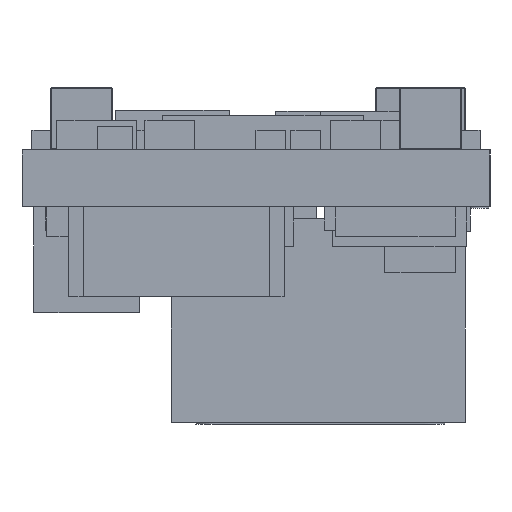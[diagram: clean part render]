
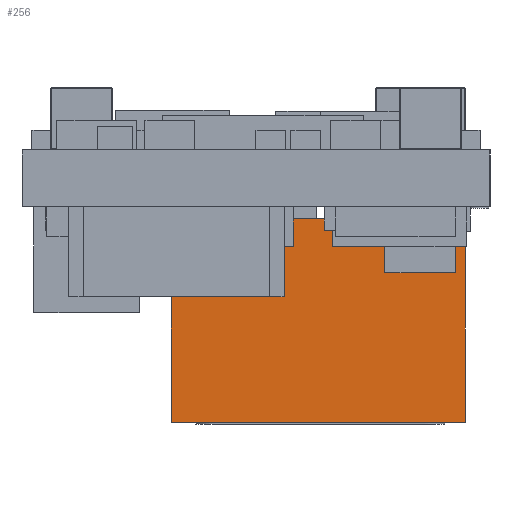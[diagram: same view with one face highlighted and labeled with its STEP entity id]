
A CAD part, left-side view. The second image highlights one B-rep face of the part: STEP entity #256.
In plain terms, the highlighted planar face has unit normal (-1, 0, 0).
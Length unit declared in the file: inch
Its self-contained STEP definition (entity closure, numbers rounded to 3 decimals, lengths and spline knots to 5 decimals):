
#32 = ORIENTED_EDGE ( 'NONE', *, *, #11142, .F. ) ;
#229 = CARTESIAN_POINT ( 'NONE',  ( 0.32056, 0.02486, -0.21654 ) ) ;
#256 = ADVANCED_FACE ( 'NONE', ( #1426 ), #11725, .F. ) ;
#928 = VECTOR ( 'NONE', #11283, 39.37008 ) ;
#1040 = ORIENTED_EDGE ( 'NONE', *, *, #13417, .T. ) ;
#1173 = CARTESIAN_POINT ( 'NONE',  ( 0.32056, 0.32014, -0.21654 ) ) ;
#1379 = CARTESIAN_POINT ( 'NONE',  ( 0.32056, 0.3103, -0.06654 ) ) ;
#1426 = FACE_OUTER_BOUND ( 'NONE', #25247, .T. ) ;
#1448 = CARTESIAN_POINT ( 'NONE',  ( 0.32056, 0.32014, -0.21654 ) ) ;
#1547 = LINE ( 'NONE', #21158, #928 ) ;
#1732 = VERTEX_POINT ( 'NONE', #229 ) ;
#2210 = ORIENTED_EDGE ( 'NONE', *, *, #4830, .T. ) ;
#2431 = CARTESIAN_POINT ( 'NONE',  ( 0.32056, 0.0347, -0.012 ) ) ;
#2534 = CARTESIAN_POINT ( 'NONE',  ( 0.32056, 0.3103, 0.1344 ) ) ;
#2956 = EDGE_CURVE ( 'NONE', #22674, #1732, #25393, .T. ) ;
#3205 = ORIENTED_EDGE ( 'NONE', *, *, #21869, .F. ) ;
#3365 = ORIENTED_EDGE ( 'NONE', *, *, #21611, .F. ) ;
#3415 = VECTOR ( 'NONE', #8721, 39.37008 ) ;
#3422 = DIRECTION ( 'NONE',  ( 0., -1., 0. ) ) ;
#4132 = VECTOR ( 'NONE', #5551, 39.37008 ) ;
#4138 = EDGE_CURVE ( 'NONE', #20011, #6968, #21398, .T. ) ;
#4324 = CARTESIAN_POINT ( 'NONE',  ( 0.32056, 0.02486, 0.1344 ) ) ;
#4830 = EDGE_CURVE ( 'NONE', #8295, #22674, #1547, .T. ) ;
#4927 = LINE ( 'NONE', #4324, #14868 ) ;
#5010 = DIRECTION ( 'NONE',  ( 0., 0., -1. ) ) ;
#5066 = ORIENTED_EDGE ( 'NONE', *, *, #11392, .F. ) ;
#5551 = DIRECTION ( 'NONE',  ( 0., -1., 0. ) ) ;
#5620 = CARTESIAN_POINT ( 'NONE',  ( 0.32056, 0.10557, -0.012 ) ) ;
#6230 = VECTOR ( 'NONE', #5010, 39.37008 ) ;
#6274 = LINE ( 'NONE', #13243, #20804 ) ;
#6589 = VERTEX_POINT ( 'NONE', #1379 ) ;
#6718 = ORIENTED_EDGE ( 'NONE', *, *, #12062, .F. ) ;
#6968 = VERTEX_POINT ( 'NONE', #20473 ) ;
#7310 = VECTOR ( 'NONE', #7555, 39.37008 ) ;
#7342 = VECTOR ( 'NONE', #16438, 39.37008 ) ;
#7442 = EDGE_CURVE ( 'NONE', #21172, #20011, #6274, .T. ) ;
#7555 = DIRECTION ( 'NONE',  ( 0., -1., 0. ) ) ;
#8295 = VERTEX_POINT ( 'NONE', #22628 ) ;
#8496 = DIRECTION ( 'NONE',  ( 0., -1., 0. ) ) ;
#8721 = DIRECTION ( 'NONE',  ( 0., 0., -1. ) ) ;
#9107 = VERTEX_POINT ( 'NONE', #19564 ) ;
#9535 = VECTOR ( 'NONE', #3422, 39.37008 ) ;
#9795 = DIRECTION ( 'NONE',  ( 1., 0., 0. ) ) ;
#10288 = VECTOR ( 'NONE', #16343, 39.37008 ) ;
#10327 = CARTESIAN_POINT ( 'NONE',  ( 0.32056, 0.32014, -0.012 ) ) ;
#10574 = ORIENTED_EDGE ( 'NONE', *, *, #4138, .F. ) ;
#11142 = EDGE_CURVE ( 'NONE', #24746, #21172, #19333, .T. ) ;
#11283 = DIRECTION ( 'NONE',  ( 0., 0., -1. ) ) ;
#11392 = EDGE_CURVE ( 'NONE', #25566, #9107, #25508, .T. ) ;
#11550 = EDGE_CURVE ( 'NONE', #24746, #16518, #14032, .T. ) ;
#11725 = PLANE ( 'NONE',  #24768 ) ;
#12062 = EDGE_CURVE ( 'NONE', #9107, #1732, #4927, .T. ) ;
#12622 = LINE ( 'NONE', #15459, #7310 ) ;
#12917 = CARTESIAN_POINT ( 'NONE',  ( 0.32056, 0.0347, 0.1344 ) ) ;
#13243 = CARTESIAN_POINT ( 'NONE',  ( 0.32056, 0.10557, 0.1344 ) ) ;
#13314 = CARTESIAN_POINT ( 'NONE',  ( 0.32056, 0.10557, -0.06654 ) ) ;
#13417 = EDGE_CURVE ( 'NONE', #25566, #6968, #16759, .T. ) ;
#14032 = LINE ( 'NONE', #18649, #3415 ) ;
#14700 = ORIENTED_EDGE ( 'NONE', *, *, #7442, .F. ) ;
#14868 = VECTOR ( 'NONE', #16390, 39.37008 ) ;
#15326 = VERTEX_POINT ( 'NONE', #24924 ) ;
#15459 = CARTESIAN_POINT ( 'NONE',  ( 0.32056, 0.23943, -0.06654 ) ) ;
#16161 = VECTOR ( 'NONE', #8496, 39.37008 ) ;
#16343 = DIRECTION ( 'NONE',  ( 0., -1., 0. ) ) ;
#16390 = DIRECTION ( 'NONE',  ( 0., 0., -1. ) ) ;
#16438 = DIRECTION ( 'NONE',  ( 0., 0., -1. ) ) ;
#16518 = VERTEX_POINT ( 'NONE', #23027 ) ;
#16620 = CARTESIAN_POINT ( 'NONE',  ( 0.32056, 0.23943, -0.012 ) ) ;
#16655 = LINE ( 'NONE', #10327, #21922 ) ;
#16759 = LINE ( 'NONE', #12917, #6230 ) ;
#17459 = CARTESIAN_POINT ( 'NONE',  ( 0.32056, 0.23943, -0.012 ) ) ;
#17505 = CARTESIAN_POINT ( 'NONE',  ( 0.32056, 0.0347, -0.012 ) ) ;
#18649 = CARTESIAN_POINT ( 'NONE',  ( 0.32056, 0.23943, 0.1344 ) ) ;
#18677 = ORIENTED_EDGE ( 'NONE', *, *, #23504, .F. ) ;
#19333 = LINE ( 'NONE', #17459, #4132 ) ;
#19564 = CARTESIAN_POINT ( 'NONE',  ( 0.32056, 0.02486, -0.012 ) ) ;
#20011 = VERTEX_POINT ( 'NONE', #13314 ) ;
#20473 = CARTESIAN_POINT ( 'NONE',  ( 0.32056, 0.0347, -0.06654 ) ) ;
#20804 = VECTOR ( 'NONE', #25112, 39.37008 ) ;
#21158 = CARTESIAN_POINT ( 'NONE',  ( 0.32056, 0.32014, 0.1344 ) ) ;
#21172 = VERTEX_POINT ( 'NONE', #5620 ) ;
#21398 = LINE ( 'NONE', #24305, #16161 ) ;
#21611 = EDGE_CURVE ( 'NONE', #6589, #16518, #12622, .T. ) ;
#21685 = CARTESIAN_POINT ( 'NONE',  ( 0.32056, 0.32014, 0.1344 ) ) ;
#21869 = EDGE_CURVE ( 'NONE', #8295, #15326, #16655, .T. ) ;
#21922 = VECTOR ( 'NONE', #22140, 39.37008 ) ;
#22140 = DIRECTION ( 'NONE',  ( 0., -1., 0. ) ) ;
#22562 = LINE ( 'NONE', #2534, #7342 ) ;
#22628 = CARTESIAN_POINT ( 'NONE',  ( 0.32056, 0.32014, -0.012 ) ) ;
#22674 = VERTEX_POINT ( 'NONE', #1173 ) ;
#23027 = CARTESIAN_POINT ( 'NONE',  ( 0.32056, 0.23943, -0.06654 ) ) ;
#23504 = EDGE_CURVE ( 'NONE', #15326, #6589, #22562, .T. ) ;
#23677 = DIRECTION ( 'NONE',  ( 0., 0., -1. ) ) ;
#24011 = ORIENTED_EDGE ( 'NONE', *, *, #11550, .T. ) ;
#24305 = CARTESIAN_POINT ( 'NONE',  ( 0.32056, 0.10557, -0.06654 ) ) ;
#24746 = VERTEX_POINT ( 'NONE', #16620 ) ;
#24768 = AXIS2_PLACEMENT_3D ( 'NONE', #21685, #9795, #23677 ) ;
#24924 = CARTESIAN_POINT ( 'NONE',  ( 0.32056, 0.3103, -0.012 ) ) ;
#25112 = DIRECTION ( 'NONE',  ( 0., 0., -1. ) ) ;
#25145 = ORIENTED_EDGE ( 'NONE', *, *, #2956, .T. ) ;
#25247 = EDGE_LOOP ( 'NONE', ( #6718, #5066, #1040, #10574, #14700, #32, #24011, #3365, #18677, #3205, #2210, #25145 ) ) ;
#25393 = LINE ( 'NONE', #1448, #9535 ) ;
#25508 = LINE ( 'NONE', #2431, #10288 ) ;
#25566 = VERTEX_POINT ( 'NONE', #17505 ) ;
